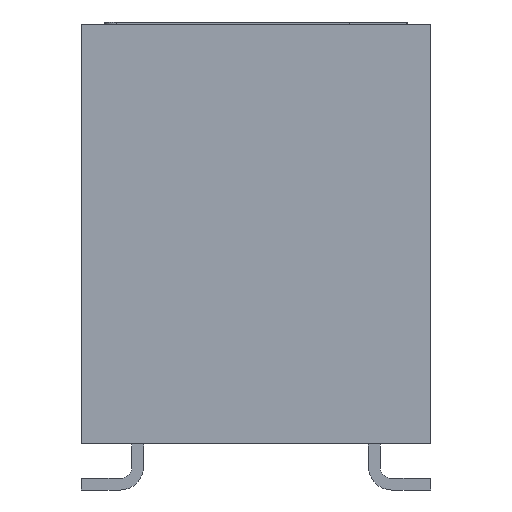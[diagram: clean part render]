
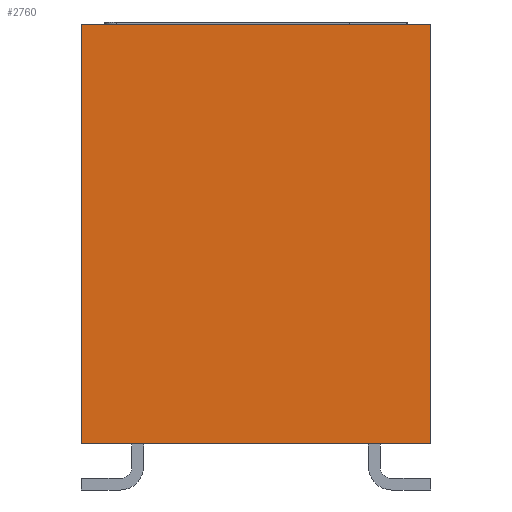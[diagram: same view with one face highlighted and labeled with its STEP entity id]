
A CAD part, front view. The second image highlights one B-rep face of the part: STEP entity #2760.
In plain terms, the highlighted planar face has unit normal (0, -1, 0).
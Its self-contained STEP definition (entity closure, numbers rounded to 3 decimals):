
#2090 = VERTEX_POINT('',#2091);
#2091 = CARTESIAN_POINT('',(3.75,-8.75,1.));
#2106 = VERTEX_POINT('',#2107);
#2107 = CARTESIAN_POINT('',(-3.75,-8.75,1.));
#2113 = EDGE_CURVE('',#2090,#2106,#2114,.T.);
#2114 = LINE('',#2115,#2116);
#2115 = CARTESIAN_POINT('',(3.75,-8.75,1.));
#2116 = VECTOR('',#2117,1.);
#2117 = DIRECTION('',(-1.,0.,0.));
#2719 = VERTEX_POINT('',#2720);
#2720 = CARTESIAN_POINT('',(3.75,-8.75,10.));
#2726 = EDGE_CURVE('',#2090,#2719,#2727,.T.);
#2727 = LINE('',#2728,#2729);
#2728 = CARTESIAN_POINT('',(3.75,-8.75,0.));
#2729 = VECTOR('',#2730,1.);
#2730 = DIRECTION('',(0.,0.,1.));
#2760 = ADVANCED_FACE('',(#2761),#2779,.T.);
#2761 = FACE_BOUND('',#2762,.T.);
#2762 = EDGE_LOOP('',(#2763,#2764,#2765,#2773));
#2763 = ORIENTED_EDGE('',*,*,#2113,.F.);
#2764 = ORIENTED_EDGE('',*,*,#2726,.T.);
#2765 = ORIENTED_EDGE('',*,*,#2766,.T.);
#2766 = EDGE_CURVE('',#2719,#2767,#2769,.T.);
#2767 = VERTEX_POINT('',#2768);
#2768 = CARTESIAN_POINT('',(-3.75,-8.75,10.));
#2769 = LINE('',#2770,#2771);
#2770 = CARTESIAN_POINT('',(3.75,-8.75,10.));
#2771 = VECTOR('',#2772,1.);
#2772 = DIRECTION('',(-1.,0.,0.));
#2773 = ORIENTED_EDGE('',*,*,#2774,.F.);
#2774 = EDGE_CURVE('',#2106,#2767,#2775,.T.);
#2775 = LINE('',#2776,#2777);
#2776 = CARTESIAN_POINT('',(-3.75,-8.75,0.));
#2777 = VECTOR('',#2778,1.);
#2778 = DIRECTION('',(0.,0.,1.));
#2779 = PLANE('',#2780);
#2780 = AXIS2_PLACEMENT_3D('',#2781,#2782,#2783);
#2781 = CARTESIAN_POINT('',(3.75,-8.75,0.));
#2782 = DIRECTION('',(0.,-1.,0.));
#2783 = DIRECTION('',(-1.,0.,0.));
